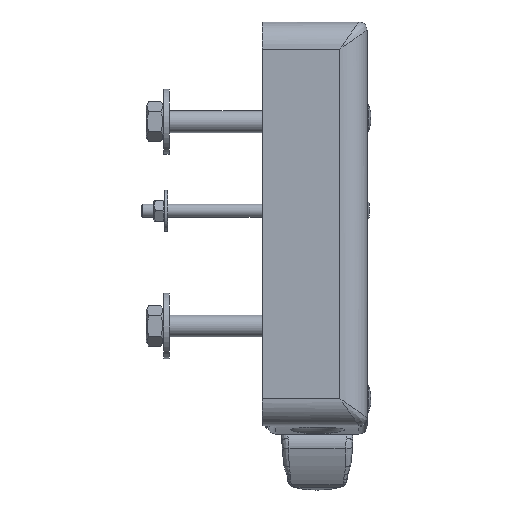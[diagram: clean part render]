
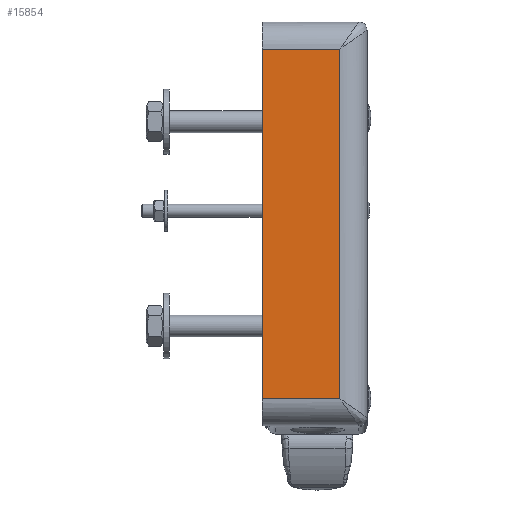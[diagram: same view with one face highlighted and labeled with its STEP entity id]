
A CAD part, front view. The second image highlights one B-rep face of the part: STEP entity #15854.
In plain terms, the highlighted planar face has unit normal (0, -1, 0).
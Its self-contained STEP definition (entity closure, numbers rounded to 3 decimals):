
#893=PLANE('',#16789);
#1389=FACE_OUTER_BOUND('',#2241,.T.);
#2241=EDGE_LOOP('',(#10697,#10698,#10699,#10700));
#3187=LINE('',#24110,#4192);
#3192=LINE('',#24202,#4197);
#3195=LINE('',#24208,#4200);
#3197=LINE('',#24211,#4202);
#4192=VECTOR('',#19007,10.);
#4197=VECTOR('',#19030,10.);
#4200=VECTOR('',#19039,10.);
#4202=VECTOR('',#19043,10.);
#6216=VERTEX_POINT('',#24107);
#6217=VERTEX_POINT('',#24109);
#6223=VERTEX_POINT('',#24158);
#6225=VERTEX_POINT('',#24198);
#7955=EDGE_CURVE('',#6216,#6217,#3187,.T.);
#7967=EDGE_CURVE('',#6223,#6225,#3192,.T.);
#7971=EDGE_CURVE('',#6225,#6217,#3195,.T.);
#7973=EDGE_CURVE('',#6216,#6223,#3197,.T.);
#10697=ORIENTED_EDGE('',*,*,#7967,.T.);
#10698=ORIENTED_EDGE('',*,*,#7971,.T.);
#10699=ORIENTED_EDGE('',*,*,#7955,.F.);
#10700=ORIENTED_EDGE('',*,*,#7973,.T.);
#15854=ADVANCED_FACE('',(#1389),#893,.F.);
#16789=AXIS2_PLACEMENT_3D('',#24212,#19044,#19045);
#19007=DIRECTION('',(0.,0.,1.));
#19030=DIRECTION('',(0.,0.,1.));
#19039=DIRECTION('',(-1.,0.,0.));
#19043=DIRECTION('',(1.,0.,0.));
#19044=DIRECTION('center_axis',(0.,1.,0.));
#19045=DIRECTION('ref_axis',(0.,0.,1.));
#24107=CARTESIAN_POINT('',(-20.25,-14.5,-60.175));
#24109=CARTESIAN_POINT('',(-20.25,-14.5,68.125));
#24110=CARTESIAN_POINT('',(-20.25,-14.5,78.125));
#24158=CARTESIAN_POINT('',(8.25,-14.5,-60.175));
#24198=CARTESIAN_POINT('',(8.25,-14.5,68.125));
#24202=CARTESIAN_POINT('',(8.25,-14.5,-33.1));
#24208=CARTESIAN_POINT('',(9.25,-14.5,68.125));
#24211=CARTESIAN_POINT('',(-8.75,-14.5,-60.175));
#24212=CARTESIAN_POINT('Origin',(0.25,-14.5,3.975));
